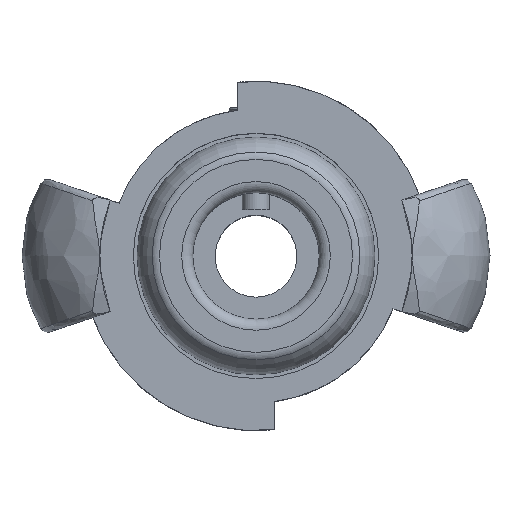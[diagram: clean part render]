
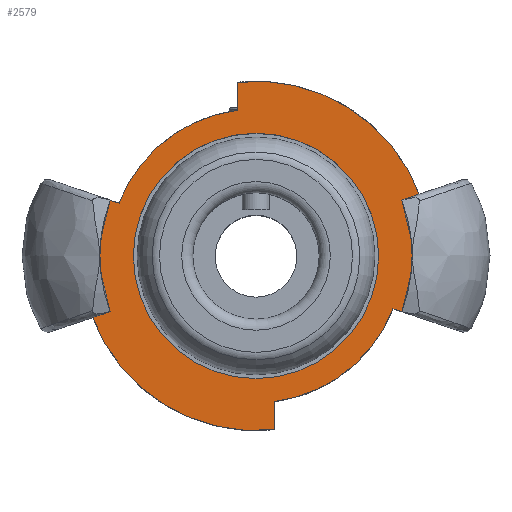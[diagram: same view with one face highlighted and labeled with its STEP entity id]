
A CAD part, top view. The second image highlights one B-rep face of the part: STEP entity #2579.
In plain terms, the highlighted planar face has unit normal (0, 0, 1).
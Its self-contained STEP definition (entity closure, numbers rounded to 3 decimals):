
#234=FACE_BOUND('',#497,.T.);
#261=PLANE('',#2880);
#351=FACE_OUTER_BOUND('',#496,.T.);
#496=EDGE_LOOP('',(#1968,#1969,#1970,#1971,#1972,#1973,#1974,#1975,#1976,
#1977,#1978,#1979));
#497=EDGE_LOOP('',(#1980,#1981));
#637=LINE('',#4805,#779);
#642=LINE('',#4936,#784);
#645=LINE('',#4943,#787);
#653=LINE('',#5003,#795);
#655=LINE('',#5045,#797);
#656=LINE('',#5049,#798);
#779=VECTOR('',#3290,10.);
#784=VECTOR('',#3303,10.);
#787=VECTOR('',#3308,10.);
#795=VECTOR('',#3328,10.);
#797=VECTOR('',#3334,10.);
#798=VECTOR('',#3337,10.);
#904=CIRCLE('',#2841,19.75);
#913=CIRCLE('',#2856,16.5);
#914=CIRCLE('',#2857,16.5);
#921=CIRCLE('',#2876,23.5);
#922=CIRCLE('',#2881,25.5);
#923=CIRCLE('',#2882,23.497);
#924=CIRCLE('',#2883,19.75);
#925=CIRCLE('',#2884,25.5);
#1074=VERTEX_POINT('',#4250);
#1075=VERTEX_POINT('',#4252);
#1088=VERTEX_POINT('',#4330);
#1089=VERTEX_POINT('',#4331);
#1114=VERTEX_POINT('',#4802);
#1115=VERTEX_POINT('',#4804);
#1122=VERTEX_POINT('',#4934);
#1124=VERTEX_POINT('',#4940);
#1125=VERTEX_POINT('',#4942);
#1131=VERTEX_POINT('',#4990);
#1132=VERTEX_POINT('',#4996);
#1135=VERTEX_POINT('',#5001);
#1138=VERTEX_POINT('',#5046);
#1139=VERTEX_POINT('',#5048);
#1363=EDGE_CURVE('',#1074,#1075,#904,.T.);
#1381=EDGE_CURVE('',#1088,#1089,#913,.T.);
#1382=EDGE_CURVE('',#1089,#1088,#914,.T.);
#1419=EDGE_CURVE('',#1114,#1115,#637,.T.);
#1431=EDGE_CURVE('',#1122,#1074,#642,.T.);
#1434=EDGE_CURVE('',#1124,#1125,#645,.T.);
#1442=EDGE_CURVE('',#1124,#1131,#921,.T.);
#1447=EDGE_CURVE('',#1132,#1135,#653,.T.);
#1451=EDGE_CURVE('',#1131,#1075,#655,.T.);
#1452=EDGE_CURVE('',#1138,#1122,#922,.T.);
#1453=EDGE_CURVE('',#1139,#1138,#656,.T.);
#1454=EDGE_CURVE('',#1139,#1132,#923,.T.);
#1455=EDGE_CURVE('',#1115,#1135,#924,.T.);
#1456=EDGE_CURVE('',#1125,#1114,#925,.T.);
#1968=ORIENTED_EDGE('',*,*,#1434,.F.);
#1969=ORIENTED_EDGE('',*,*,#1442,.T.);
#1970=ORIENTED_EDGE('',*,*,#1451,.T.);
#1971=ORIENTED_EDGE('',*,*,#1363,.F.);
#1972=ORIENTED_EDGE('',*,*,#1431,.F.);
#1973=ORIENTED_EDGE('',*,*,#1452,.F.);
#1974=ORIENTED_EDGE('',*,*,#1453,.F.);
#1975=ORIENTED_EDGE('',*,*,#1454,.T.);
#1976=ORIENTED_EDGE('',*,*,#1447,.T.);
#1977=ORIENTED_EDGE('',*,*,#1455,.F.);
#1978=ORIENTED_EDGE('',*,*,#1419,.F.);
#1979=ORIENTED_EDGE('',*,*,#1456,.F.);
#1980=ORIENTED_EDGE('',*,*,#1381,.T.);
#1981=ORIENTED_EDGE('',*,*,#1382,.T.);
#2579=ADVANCED_FACE('',(#351,#234),#261,.F.);
#2841=AXIS2_PLACEMENT_3D('',#4253,#3223,#3224);
#2856=AXIS2_PLACEMENT_3D('',#4332,#3259,#3260);
#2857=AXIS2_PLACEMENT_3D('',#4333,#3261,#3262);
#2876=AXIS2_PLACEMENT_3D('',#4992,#3318,#3319);
#2880=AXIS2_PLACEMENT_3D('',#5044,#3332,#3333);
#2881=AXIS2_PLACEMENT_3D('',#5047,#3335,#3336);
#2882=AXIS2_PLACEMENT_3D('',#5050,#3338,#3339);
#2883=AXIS2_PLACEMENT_3D('',#5051,#3340,#3341);
#2884=AXIS2_PLACEMENT_3D('',#5052,#3342,#3343);
#3223=DIRECTION('center_axis',(0.,0.,-1.));
#3224=DIRECTION('ref_axis',(-1.,0.,0.));
#3259=DIRECTION('center_axis',(0.,0.,-1.));
#3260=DIRECTION('ref_axis',(1.,0.,0.));
#3261=DIRECTION('center_axis',(0.,0.,-1.));
#3262=DIRECTION('ref_axis',(1.,0.,0.));
#3290=DIRECTION('',(0.948,-0.319,0.));
#3303=DIRECTION('',(-0.948,0.319,0.));
#3308=DIRECTION('',(-0.948,-0.319,0.));
#3318=DIRECTION('center_axis',(0.,0.,1.));
#3319=DIRECTION('ref_axis',(-0.936,-0.353,0.));
#3328=DIRECTION('',(0.,-1.,0.));
#3332=DIRECTION('center_axis',(0.,0.,-1.));
#3333=DIRECTION('ref_axis',(-1.,0.,0.));
#3334=DIRECTION('',(0.,1.,0.));
#3335=DIRECTION('center_axis',(0.,0.,-1.));
#3336=DIRECTION('ref_axis',(0.,-1.,0.));
#3337=DIRECTION('',(0.948,0.319,0.));
#3338=DIRECTION('center_axis',(0.,0.,1.));
#3339=DIRECTION('ref_axis',(0.936,0.353,0.));
#3340=DIRECTION('center_axis',(0.,0.,-1.));
#3341=DIRECTION('ref_axis',(-1.,0.,0.));
#3342=DIRECTION('center_axis',(0.,0.,-1.));
#3343=DIRECTION('ref_axis',(0.,-1.,0.));
#4250=CARTESIAN_POINT('',(18.429,-7.101,-0.238));
#4252=CARTESIAN_POINT('',(2.5,-19.591,-0.238));
#4253=CARTESIAN_POINT('Origin',(0.,0.,-0.238));
#4330=CARTESIAN_POINT('',(16.5,0.,-0.238));
#4331=CARTESIAN_POINT('',(-16.5,0.,-0.238));
#4332=CARTESIAN_POINT('Origin',(0.,0.,-0.238));
#4333=CARTESIAN_POINT('Origin',(0.,0.,-0.238));
#4802=CARTESIAN_POINT('',(-23.883,8.937,-0.238));
#4804=CARTESIAN_POINT('',(-18.429,7.101,-0.238));
#4805=CARTESIAN_POINT('',(-12.197,5.002,-0.238));
#4934=CARTESIAN_POINT('',(23.883,-8.937,-0.238));
#4936=CARTESIAN_POINT('',(16.054,-6.301,-0.238));
#4940=CARTESIAN_POINT('',(-21.986,-8.299,-0.238));
#4942=CARTESIAN_POINT('',(-23.883,-8.937,-0.238));
#4943=CARTESIAN_POINT('',(-11.008,-4.601,-0.238));
#4990=CARTESIAN_POINT('',(2.5,-23.367,-0.238));
#4992=CARTESIAN_POINT('Origin',(0.,0.,-0.238));
#4996=CARTESIAN_POINT('',(-2.5,23.364,-0.238));
#5001=CARTESIAN_POINT('',(-2.5,19.591,-0.238));
#5003=CARTESIAN_POINT('',(-2.5,0.,-0.238));
#5044=CARTESIAN_POINT('Origin',(0.,-12.75,-0.238));
#5045=CARTESIAN_POINT('',(2.5,0.,-0.238));
#5046=CARTESIAN_POINT('',(23.883,8.937,-0.238));
#5047=CARTESIAN_POINT('Origin',(0.,0.,-0.238));
#5048=CARTESIAN_POINT('',(21.984,8.298,-0.238));
#5049=CARTESIAN_POINT('',(7.151,3.302,-0.238));
#5050=CARTESIAN_POINT('Origin',(0.,0.,-0.238));
#5051=CARTESIAN_POINT('Origin',(0.,0.,-0.238));
#5052=CARTESIAN_POINT('Origin',(0.,0.,-0.238));
